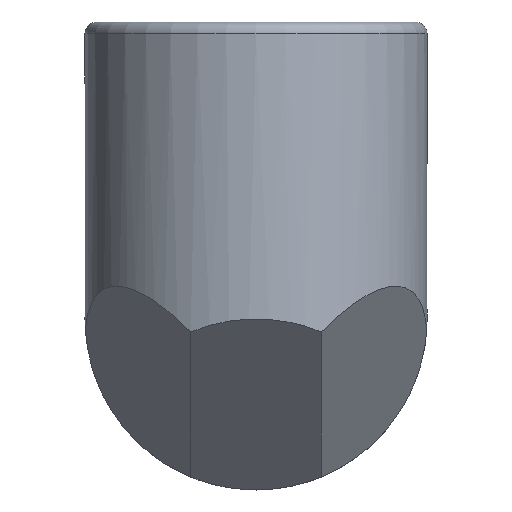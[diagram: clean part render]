
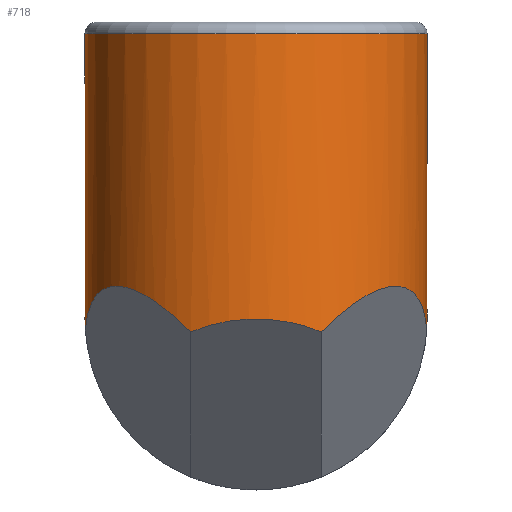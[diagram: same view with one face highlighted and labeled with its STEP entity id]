
A CAD part, left-side view. The second image highlights one B-rep face of the part: STEP entity #718.
In plain terms, the highlighted cylindrical face has radius 28.8 mm (diameter 57.6 mm), a full revolution.
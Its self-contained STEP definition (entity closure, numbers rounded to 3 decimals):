
#24=CYLINDRICAL_SURFACE('',#763,28.8);
#31=ELLIPSE('',#744,57.6,28.8);
#33=ELLIPSE('',#747,57.6,28.8);
#35=ELLIPSE('',#753,40.729,28.8);
#36=ELLIPSE('',#766,40.729,28.8);
#49=B_SPLINE_CURVE_WITH_KNOTS('',3,(#9674,#9675,#9676,#9677,#9678,#9679,
#9680),.UNSPECIFIED.,.F.,.F.,(4,1,1,1,4),(0.,0.002,
0.004,0.006,0.008),
 .UNSPECIFIED.);
#323=ORIENTED_EDGE('',*,*,#499,.T.);
#324=ORIENTED_EDGE('',*,*,#493,.T.);
#325=ORIENTED_EDGE('',*,*,#486,.T.);
#326=ORIENTED_EDGE('',*,*,#500,.T.);
#327=ORIENTED_EDGE('',*,*,#501,.T.);
#328=ORIENTED_EDGE('',*,*,#502,.T.);
#329=ORIENTED_EDGE('',*,*,#489,.T.);
#486=EDGE_CURVE('',#600,#601,#31,.T.);
#489=EDGE_CURVE('',#602,#604,#33,.T.);
#493=EDGE_CURVE('',#604,#600,#35,.T.);
#499=EDGE_CURVE('',#610,#610,#623,.T.);
#500=EDGE_CURVE('',#601,#611,#624,.T.);
#501=EDGE_CURVE('',#611,#612,#49,.T.);
#502=EDGE_CURVE('',#612,#602,#36,.T.);
#600=VERTEX_POINT('',#9638);
#601=VERTEX_POINT('',#9640);
#602=VERTEX_POINT('',#9644);
#604=VERTEX_POINT('',#9647);
#610=VERTEX_POINT('',#9671);
#611=VERTEX_POINT('',#9673);
#612=VERTEX_POINT('',#9681);
#623=CIRCLE('',#764,28.8);
#624=CIRCLE('',#765,57.572);
#647=EDGE_LOOP('',(#323));
#648=EDGE_LOOP('',(#324,#325,#326,#327,#328,#329));
#681=FACE_BOUND('',#647,.T.);
#682=FACE_BOUND('',#648,.T.);
#718=ADVANCED_FACE('',(#681,#682),#24,.T.);
#744=AXIS2_PLACEMENT_3D('',#9641,#796,#797);
#747=AXIS2_PLACEMENT_3D('',#9648,#803,#804);
#753=AXIS2_PLACEMENT_3D('',#9656,#815,#816);
#763=AXIS2_PLACEMENT_3D('',#9669,#835,#836);
#764=AXIS2_PLACEMENT_3D('',#9670,#837,#838);
#765=AXIS2_PLACEMENT_3D('',#9672,#839,#840);
#766=AXIS2_PLACEMENT_3D('',#9682,#841,#842);
#796=DIRECTION('',(0.5,0.707,0.5));
#797=DIRECTION('',(-0.289,-0.408,0.866));
#803=DIRECTION('',(0.5,-0.707,0.5));
#804=DIRECTION('',(0.289,-0.408,-0.866));
#815=DIRECTION('',(0.707,0.,0.707));
#816=DIRECTION('',(0.707,0.,-0.707));
#835=DIRECTION('',(0.,0.,1.));
#836=DIRECTION('',(1.,0.,0.));
#837=DIRECTION('',(0.,0.,-1.));
#838=DIRECTION('',(1.,0.,0.));
#839=DIRECTION('',(-0.707,0.,0.707));
#840=DIRECTION('',(-0.032,-0.999,-0.032));
#841=DIRECTION('',(-0.707,0.,0.707));
#842=DIRECTION('',(0.707,0.,0.707));
#9638=CARTESIAN_POINT('',(-26.617,-11.,-2.183));
#9640=CARTESIAN_POINT('',(-1.856,-28.74,-1.856));
#9641=CARTESIAN_POINT('',(0.,0.,-44.356));
#9644=CARTESIAN_POINT('',(-1.856,28.74,-1.856));
#9647=CARTESIAN_POINT('',(-26.617,11.,-2.183));
#9648=CARTESIAN_POINT('',(0.,0.,-44.356));
#9656=CARTESIAN_POINT('',(0.,0.,-28.8));
#9669=CARTESIAN_POINT('',(0.,0.,-28.8));
#9670=CARTESIAN_POINT('',(0.,0.,48.));
#9671=CARTESIAN_POINT('',(28.8,0.,48.));
#9672=CARTESIAN_POINT('',(0.,28.772,0.));
#9673=CARTESIAN_POINT('',(1.646,-28.753,1.646));
#9674=CARTESIAN_POINT('',(1.646,-28.753,1.646));
#9675=CARTESIAN_POINT('',(1.178,-28.78,2.115));
#9676=CARTESIAN_POINT('',(0.644,-28.791,3.42));
#9677=CARTESIAN_POINT('',(1.461,-28.776,5.387));
#9678=CARTESIAN_POINT('',(3.432,-28.622,6.184));
#9679=CARTESIAN_POINT('',(4.719,-28.415,5.65));
#9680=CARTESIAN_POINT('',(5.184,-28.33,5.184));
#9681=CARTESIAN_POINT('',(5.184,-28.33,5.184));
#9682=CARTESIAN_POINT('',(0.,0.,0.));
